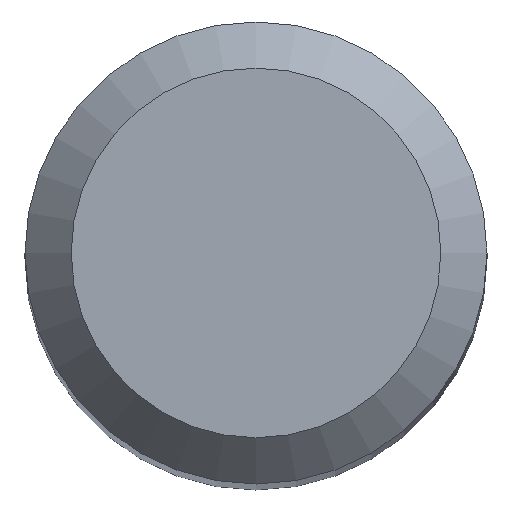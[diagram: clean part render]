
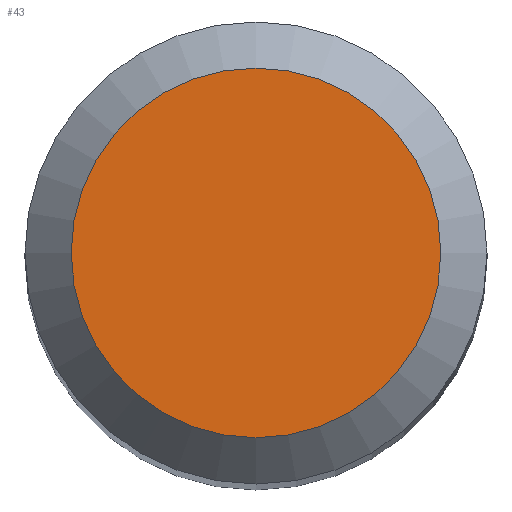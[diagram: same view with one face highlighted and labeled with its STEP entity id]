
A CAD part, top view. The second image highlights one B-rep face of the part: STEP entity #43.
In plain terms, the highlighted planar face has unit normal (0, 0, 1).
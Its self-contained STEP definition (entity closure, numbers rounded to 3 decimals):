
#26 = PLANE ( 'NONE',  #219 ) ;
#29 = DIRECTION ( 'NONE',  ( 0., 0., 1. ) ) ;
#43 = ADVANCED_FACE ( 'NONE', ( #130 ), #26, .F. ) ;
#47 = DIRECTION ( 'NONE',  ( 0., 0., -1. ) ) ;
#48 = EDGE_CURVE ( 'NONE', #71, #71, #244, .T. ) ;
#66 = DIRECTION ( 'NONE',  ( 0., 1., 0. ) ) ;
#71 = VERTEX_POINT ( 'NONE', #176 ) ;
#79 = ORIENTED_EDGE ( 'NONE', *, *, #48, .T. ) ;
#120 = AXIS2_PLACEMENT_3D ( 'NONE', #185, #29, #151 ) ;
#130 = FACE_OUTER_BOUND ( 'NONE', #158, .T. ) ;
#151 = DIRECTION ( 'NONE',  ( 0., -1., 0. ) ) ;
#158 = EDGE_LOOP ( 'NONE', ( #79 ) ) ;
#176 = CARTESIAN_POINT ( 'NONE',  ( 0., -1.6, 38. ) ) ;
#185 = CARTESIAN_POINT ( 'NONE',  ( 0., 0., 38. ) ) ;
#219 = AXIS2_PLACEMENT_3D ( 'NONE', #230, #47, #66 ) ;
#230 = CARTESIAN_POINT ( 'NONE',  ( 0., 0., 38. ) ) ;
#244 = CIRCLE ( 'NONE', #120, 1.6 ) ;
